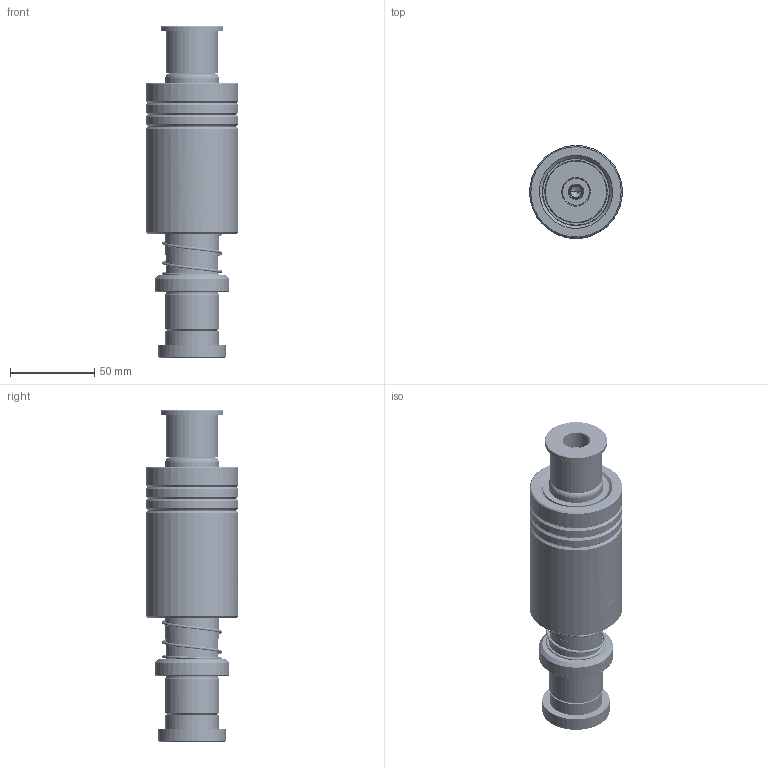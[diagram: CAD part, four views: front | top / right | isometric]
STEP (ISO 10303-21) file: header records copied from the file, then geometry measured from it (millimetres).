
FILE_DESCRIPTION (( 'STEP AP214' ), '1' );
FILE_NAME ('HKSH(HKJH)-D32-L120(BL-90).STEP', '2024-10-24T03:21:35', ( '111' ), ( '21222' ), 'SwSTEP 2.0', 'SolidWorks 2020', '' );
FILE_SCHEMA (( 'AUTOMOTIVE_DESIGN' ));
Length unit declared in the file: millimetre
Products named in the file (9): GTK-D37-d31; BSH-39.5-32.5-L75; BALL-D4; TBB-D55-d40-L80; BSH-D39.5-32.5-L75郪蚾; TRPK-D32-L120; HKSH(HKJH)-D32-L120(BL-90); HWP-D35.7-d32.5-L70; DRPK蹟簽D32
Assembly tree (301 placements, depth 3):
  HKSH(HKJH)-D32-L120(BL-90)
    TRPK-D32-L120
    DRPK蹟簽D32
    GTK-D37-d31
    TBB-D55-d40-L80
    HWP-D35.7-d32.5-L70
    BSH-D39.5-32.5-L75郪蚾
      BSH-39.5-32.5-L75
      BALL-D4  x294
Bounding box: 54.95 x 54.97 x 197 mm (x, y, z)
Volume: 283740.7 mm3; surface area: 107899.4 mm2
Topology: 300 solids, 300 shells, 1374 faces, 5805 edges, 3846 vertices
Faces by surface type: sphere 1176, cone 58, cylinder 56, plane 36, torus 26, bspline 22
Entity records: 60723 total; most frequent: CARTESIAN_POINT 38351, ORIENTED_EDGE 4536, DIRECTION 3910, EDGE_CURVE 2268, AXIS2_PLACEMENT_3D 1875, VERTEX_POINT 1482, EDGE_LOOP 1372, B_SPLINE_CURVE_WITH_KNOTS 1305
